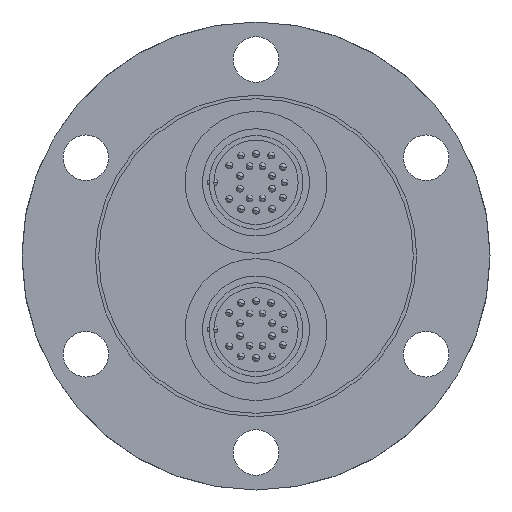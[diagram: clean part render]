
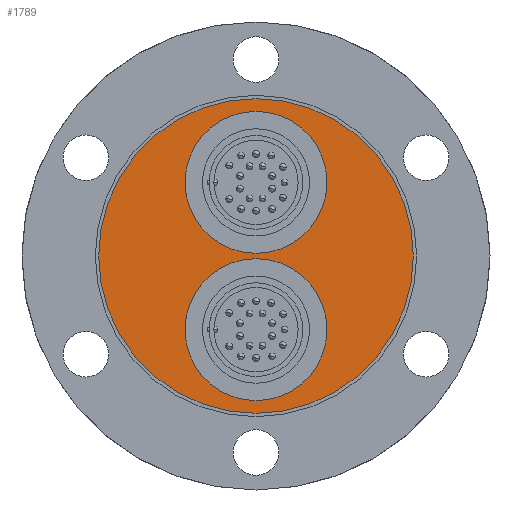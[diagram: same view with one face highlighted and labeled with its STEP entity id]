
A CAD part, front view. The second image highlights one B-rep face of the part: STEP entity #1789.
In plain terms, the highlighted face is planar.
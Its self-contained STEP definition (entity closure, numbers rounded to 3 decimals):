
#54 = VERTEX_POINT ( 'NONE', #3461 ) ;
#149 = EDGE_CURVE ( 'NONE', #411, #4553, #3588, .T. ) ;
#318 = CIRCLE ( 'NONE', #4121, 10.6 ) ;
#411 = VERTEX_POINT ( 'NONE', #596 ) ;
#443 = FACE_OUTER_BOUND ( 'NONE', #502, .T. ) ;
#470 = VERTEX_POINT ( 'NONE', #1877 ) ;
#483 = AXIS2_PLACEMENT_3D ( 'NONE', #4342, #1953, #4738 ) ;
#502 = EDGE_LOOP ( 'NONE', ( #1101, #4744 ) ) ;
#553 = CARTESIAN_POINT ( 'NONE',  ( 0., 4.5, -21.6 ) ) ;
#596 = CARTESIAN_POINT ( 'NONE',  ( 0., 4.5, 21.6 ) ) ;
#713 = VERTEX_POINT ( 'NONE', #1132 ) ;
#813 = DIRECTION ( 'NONE',  ( 0., 1., 0. ) ) ;
#856 = EDGE_CURVE ( 'NONE', #54, #713, #2401, .T. ) ;
#909 = EDGE_CURVE ( 'NONE', #713, #54, #2947, .T. ) ;
#1091 = DIRECTION ( 'NONE',  ( 0., 0., 1. ) ) ;
#1101 = ORIENTED_EDGE ( 'NONE', *, *, #856, .T. ) ;
#1107 = DIRECTION ( 'NONE',  ( 0., 1., 0. ) ) ;
#1130 = CARTESIAN_POINT ( 'NONE',  ( 0., 4.5, 11. ) ) ;
#1132 = CARTESIAN_POINT ( 'NONE',  ( 0., 4.5, -23.5 ) ) ;
#1247 = DIRECTION ( 'NONE',  ( 0., 0., 1. ) ) ;
#1382 = CARTESIAN_POINT ( 'NONE',  ( 0., 4.5, -11. ) ) ;
#1461 = CIRCLE ( 'NONE', #483, 10.6 ) ;
#1519 = FACE_BOUND ( 'NONE', #3442, .T. ) ;
#1647 = FACE_BOUND ( 'NONE', #2268, .T. ) ;
#1673 = CARTESIAN_POINT ( 'NONE',  ( 0., 4.5, 11. ) ) ;
#1780 = DIRECTION ( 'NONE',  ( 0., 0., 1. ) ) ;
#1789 = ADVANCED_FACE ( 'NONE', ( #1519, #1647, #443 ), #3633, .T. ) ;
#1812 = EDGE_CURVE ( 'NONE', #4553, #411, #318, .T. ) ;
#1877 = CARTESIAN_POINT ( 'NONE',  ( 0., 4.5, -0.4 ) ) ;
#1953 = DIRECTION ( 'NONE',  ( 0., 1., 0. ) ) ;
#2029 = CARTESIAN_POINT ( 'NONE',  ( 0., 4.5, 0. ) ) ;
#2059 = DIRECTION ( 'NONE',  ( 0., 0., 1. ) ) ;
#2268 = EDGE_LOOP ( 'NONE', ( #4921, #3683 ) ) ;
#2384 = ORIENTED_EDGE ( 'NONE', *, *, #1812, .F. ) ;
#2401 = CIRCLE ( 'NONE', #2907, 23.5 ) ;
#2697 = DIRECTION ( 'NONE',  ( 0., 0., 1. ) ) ;
#2717 = DIRECTION ( 'NONE',  ( 0., 1., 0. ) ) ;
#2734 = CARTESIAN_POINT ( 'NONE',  ( 0., 4.5, 0. ) ) ;
#2907 = AXIS2_PLACEMENT_3D ( 'NONE', #2734, #2717, #2697 ) ;
#2947 = CIRCLE ( 'NONE', #4263, 23.5 ) ;
#2960 = ORIENTED_EDGE ( 'NONE', *, *, #149, .F. ) ;
#3064 = CARTESIAN_POINT ( 'NONE',  ( 0., 4.5, 0.4 ) ) ;
#3075 = CIRCLE ( 'NONE', #5032, 10.6 ) ;
#3442 = EDGE_LOOP ( 'NONE', ( #2960, #2384 ) ) ;
#3461 = CARTESIAN_POINT ( 'NONE',  ( 0., 4.5, 23.5 ) ) ;
#3588 = CIRCLE ( 'NONE', #3800, 10.6 ) ;
#3633 = PLANE ( 'NONE',  #3863 ) ;
#3683 = ORIENTED_EDGE ( 'NONE', *, *, #4604, .F. ) ;
#3736 = EDGE_CURVE ( 'NONE', #470, #4312, #3075, .T. ) ;
#3800 = AXIS2_PLACEMENT_3D ( 'NONE', #1130, #1107, #1091 ) ;
#3863 = AXIS2_PLACEMENT_3D ( 'NONE', #2029, #813, #1247 ) ;
#3970 = DIRECTION ( 'NONE',  ( 0., 0., 1. ) ) ;
#3991 = DIRECTION ( 'NONE',  ( 0., 1., 0. ) ) ;
#4121 = AXIS2_PLACEMENT_3D ( 'NONE', #1673, #4462, #2059 ) ;
#4161 = DIRECTION ( 'NONE',  ( 0., 1., 0. ) ) ;
#4263 = AXIS2_PLACEMENT_3D ( 'NONE', #4764, #3991, #3970 ) ;
#4312 = VERTEX_POINT ( 'NONE', #553 ) ;
#4342 = CARTESIAN_POINT ( 'NONE',  ( 0., 4.5, -11. ) ) ;
#4462 = DIRECTION ( 'NONE',  ( 0., 1., 0. ) ) ;
#4553 = VERTEX_POINT ( 'NONE', #3064 ) ;
#4604 = EDGE_CURVE ( 'NONE', #4312, #470, #1461, .T. ) ;
#4738 = DIRECTION ( 'NONE',  ( 0., 0., 1. ) ) ;
#4744 = ORIENTED_EDGE ( 'NONE', *, *, #909, .T. ) ;
#4764 = CARTESIAN_POINT ( 'NONE',  ( 0., 4.5, 0. ) ) ;
#4921 = ORIENTED_EDGE ( 'NONE', *, *, #3736, .F. ) ;
#5032 = AXIS2_PLACEMENT_3D ( 'NONE', #1382, #4161, #1780 ) ;
